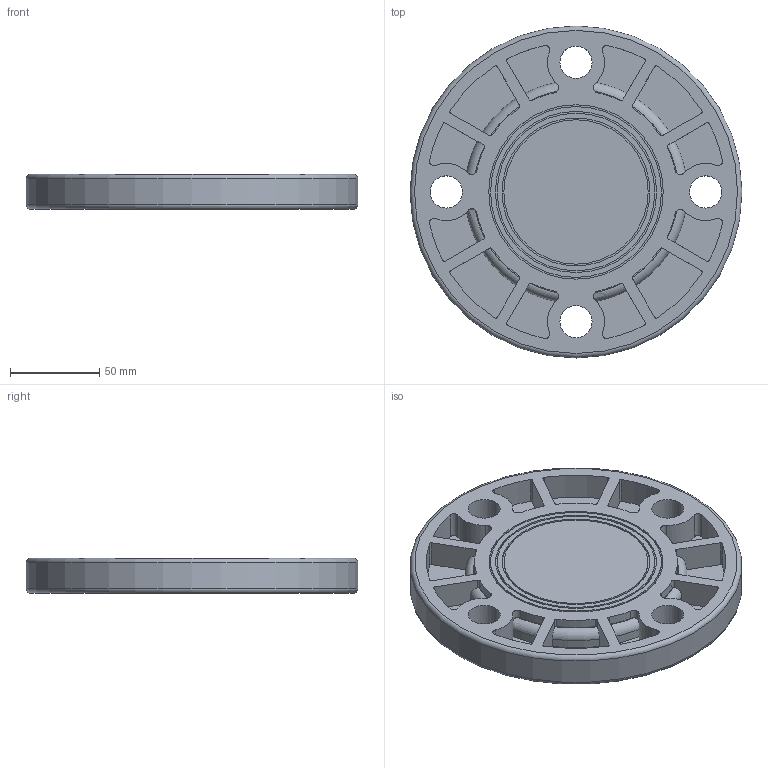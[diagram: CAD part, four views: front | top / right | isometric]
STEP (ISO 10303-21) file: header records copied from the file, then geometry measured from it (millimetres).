
FILE_DESCRIPTION(/* description */ (''),/* implementation_level */ '2;1');
FILE_NAME(/* name */ 'A907511PGQL.stp',/* time_stamp */ '2024-12-19T09:57:55+08:00',/* author */ (''),/* organization */ (''),/* preprocessor_version */ 'ST-DEVELOPER v16',/* originating_system */ 'SIEMENS PLM Software NX 10.0',/* authorisation */ '');
FILE_SCHEMA (('AUTOMOTIVE_DESIGN { 1 0 10303 214 3 1 1 1 }'));
Length unit declared in the file: millimetre
Products named in the file (1): gelv0FB88CDEpsg1
Bounding box: 185.6 x 185.6 x 19.75 mm (x, y, z)
Volume: 316852.2 mm3; surface area: 92124.9 mm2
Topology: 1 solids, 1 shells, 365 faces, 953 edges, 636 vertices
Faces by surface type: plane 207, cylinder 119, extrusion 24, torus 15
Full cylindrical faces by diameter (mm): 3.5 x1, 4.667 x1, 18 x4, 21.8 x1, 80.7 x1, 82.7 x1, 88.1 x1, 90.1 x1, 95.5 x1, 97.5 x1, 103.3 x1, 185.6 x1
Entity records: 15597 total; most frequent: CARTESIAN_POINT 7057, ORIENTED_EDGE 1860, DIRECTION 1567, EDGE_CURVE 930, VERTEX_POINT 631, AXIS2_PLACEMENT_3D 609, EDGE_LOOP 437, ADVANCED_FACE 365
